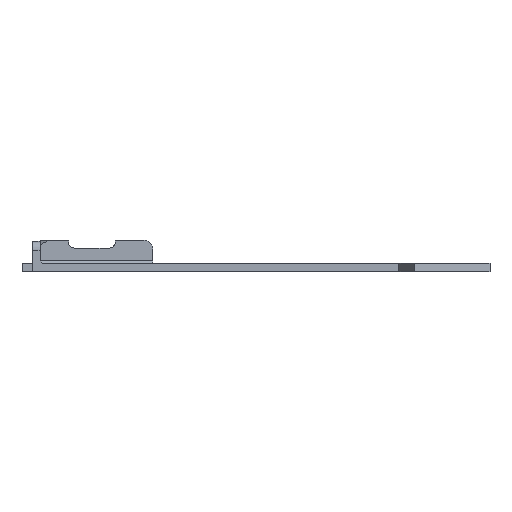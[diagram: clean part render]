
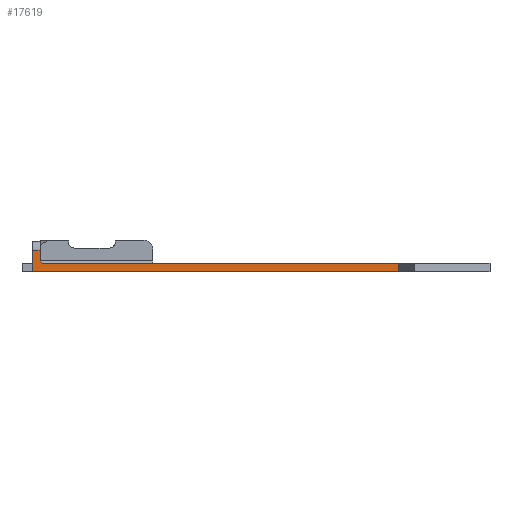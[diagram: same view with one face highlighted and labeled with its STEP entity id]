
A CAD part, left-side view. The second image highlights one B-rep face of the part: STEP entity #17619.
In plain terms, the highlighted planar face has unit normal (-1, 0, 0).
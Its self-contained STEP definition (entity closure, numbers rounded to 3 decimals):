
#2165=FACE_OUTER_BOUND('',#3179,.T.);
#3179=EDGE_LOOP('',(#16169,#16170,#16171,#16172,#16173,#16174,#16175));
#3442=LINE('',#21999,#5131);
#3444=LINE('',#22007,#5133);
#3492=LINE('',#22214,#5181);
#3809=LINE('',#25287,#5498);
#4987=LINE('',#34557,#6676);
#5065=LINE('',#34745,#6754);
#5067=LINE('',#34749,#6756);
#5131=VECTOR('',#18593,10.);
#5133=VECTOR('',#18603,10.);
#5181=VECTOR('',#18659,10.);
#5498=VECTOR('',#19058,10.);
#6676=VECTOR('',#21598,10.);
#6754=VECTOR('',#21810,10.);
#6756=VECTOR('',#21816,10.);
#6823=VERTEX_POINT('',#21996);
#6824=VERTEX_POINT('',#21998);
#6825=VERTEX_POINT('',#22004);
#6826=VERTEX_POINT('',#22006);
#6895=VERTEX_POINT('',#22212);
#7550=VERTEX_POINT('',#25284);
#7551=VERTEX_POINT('',#25286);
#8551=EDGE_CURVE('',#6823,#6824,#3442,.T.);
#8555=EDGE_CURVE('',#6825,#6826,#3444,.T.);
#8626=EDGE_CURVE('',#6895,#6823,#3492,.T.);
#9282=EDGE_CURVE('',#7550,#7551,#3809,.T.);
#10962=EDGE_CURVE('',#6826,#7550,#4987,.T.);
#11056=EDGE_CURVE('',#6824,#6825,#5065,.T.);
#11058=EDGE_CURVE('',#7551,#6895,#5067,.T.);
#16169=ORIENTED_EDGE('',*,*,#11058,.F.);
#16170=ORIENTED_EDGE('',*,*,#9282,.F.);
#16171=ORIENTED_EDGE('',*,*,#10962,.F.);
#16172=ORIENTED_EDGE('',*,*,#8555,.F.);
#16173=ORIENTED_EDGE('',*,*,#11056,.F.);
#16174=ORIENTED_EDGE('',*,*,#8551,.F.);
#16175=ORIENTED_EDGE('',*,*,#8626,.F.);
#16700=PLANE('',#18474);
#17619=ADVANCED_FACE('',(#2165),#16700,.T.);
#18474=AXIS2_PLACEMENT_3D('',#34748,#21814,#21815);
#18593=DIRECTION('',(0.,0.,1.));
#18603=DIRECTION('',(0.,0.,-1.));
#18659=DIRECTION('',(0.,1.,0.));
#19058=DIRECTION('',(0.,-1.,0.));
#21598=DIRECTION('',(0.,-0.707,-0.707));
#21810=DIRECTION('',(0.,-1.,0.));
#21814=DIRECTION('center_axis',(-1.,0.,0.));
#21815=DIRECTION('ref_axis',(0.,0.,-1.));
#21816=DIRECTION('',(0.,0.,-1.));
#21996=CARTESIAN_POINT('',(164.585,-47.655,-2.2));
#21998=CARTESIAN_POINT('',(164.585,-47.655,2.15));
#21999=CARTESIAN_POINT('',(164.585,-47.655,-2.));
#22004=CARTESIAN_POINT('',(164.585,-49.155,2.15));
#22006=CARTESIAN_POINT('',(164.585,-49.155,0.));
#22007=CARTESIAN_POINT('',(164.585,-49.155,-2.));
#22212=CARTESIAN_POINT('',(164.585,-121.58,-2.2));
#22214=CARTESIAN_POINT('',(164.585,-47.655,-2.2));
#25284=CARTESIAN_POINT('',(164.585,-49.655,-0.5));
#25286=CARTESIAN_POINT('',(164.585,-121.58,-0.5));
#25287=CARTESIAN_POINT('',(164.585,-47.655,-0.5));
#34557=CARTESIAN_POINT('',(164.585,-49.03,0.125));
#34745=CARTESIAN_POINT('',(164.585,-47.655,2.15));
#34748=CARTESIAN_POINT('Origin',(164.585,-47.655,-0.5));
#34749=CARTESIAN_POINT('',(164.585,-121.58,0.));
